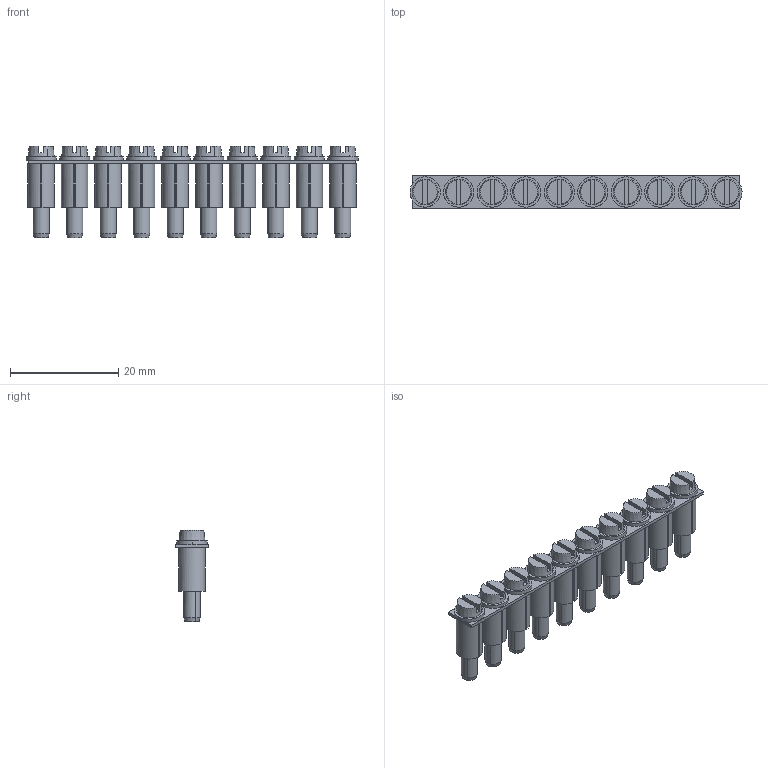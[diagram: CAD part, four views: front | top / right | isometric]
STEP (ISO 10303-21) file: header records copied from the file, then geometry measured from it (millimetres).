
FILE_DESCRIPTION(('CATIA V5 STEP Exchange','CAx-IF Rec.Pracs.--- Model Styling and Organization---1.5--- 2016-08-15','CAx-IF Rec.Pracs.---Supplemental Geometry---1.0---2011-11-01','CAx-IF Rec.Pracs.--- Composite Materials ---1.1---2010-07-15'),'2;1');
FILE_NAME ('001895-6_1', '2025-09-19T07:18:08+00:00', ('none'), ('Weidmueller'), 'CATIA Version 5-6 Release 2024 SP4', 'CATIA V5 STEP AP214 v3', 'none');
FILE_SCHEMA(('AUTOMOTIVE_DESIGN { 1 0 10303 214 1 1 1 1 }'));
Length unit declared in the file: millimetre
Products named in the file (1): 0368700000
Bounding box: 61.4 x 6 x 17 mm (x, y, z)
Volume: 2315.4 mm3; surface area: 5632.3 mm2
Topology: 31 solids, 31 shells, 396 faces, 892 edges, 568 vertices
Faces by surface type: plane 176, cylinder 140, cone 60, torus 20
Entity records: 10848 total; most frequent: CARTESIAN_POINT 2749, ORIENTED_EDGE 1784, DIRECTION 1278, EDGE_CURVE 892, AXIS2_PLACEMENT_3D 639, VERTEX_POINT 568, EDGE_LOOP 446, ADVANCED_FACE 396
